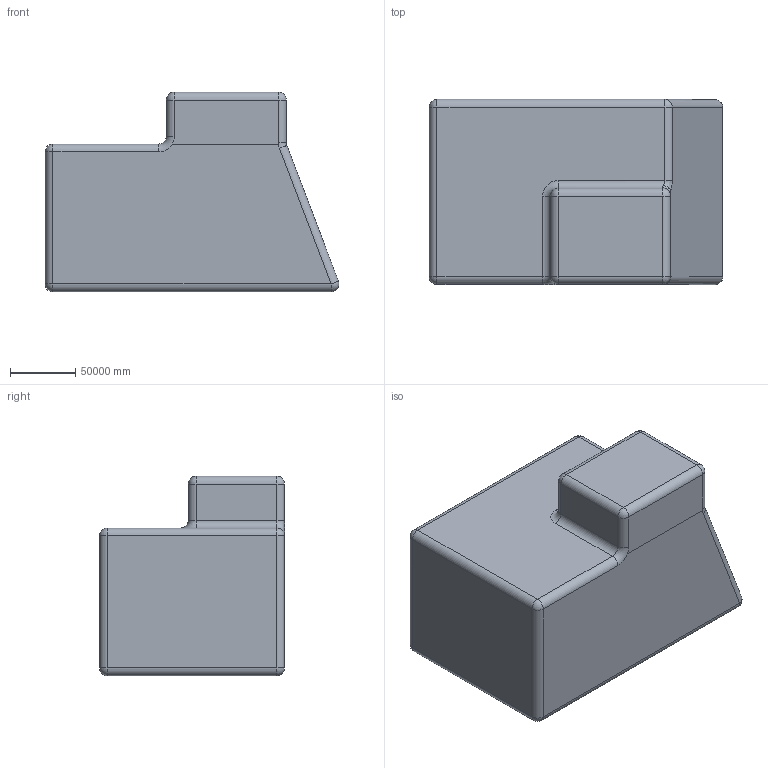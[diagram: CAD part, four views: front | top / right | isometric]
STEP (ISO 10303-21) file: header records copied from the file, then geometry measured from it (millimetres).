
FILE_DESCRIPTION(/* description */ (''),/* implementation_level */ '2;1');
FILE_NAME(/* name */ 'bug.stp',/* time_stamp */ '2020-10-18T09:34:19+03:00',/* author */ (''),/* organization */ (''),/* preprocessor_version */ 'ST-DEVELOPER v16.7',/* originating_system */ 'SIEMENS PLM Software NX 1942',/* authorisation */ '');
FILE_SCHEMA (('AUTOMOTIVE_DESIGN { 1 0 10303 214 3 1 1 1 }'));
Length unit declared in the file: millimetre
Products named in the file (1): msi24A86619dtur
Bounding box: 224411.99 x 141319.24 x 152539.68 mm (x, y, z)
Volume: 3530703952204095.5 mm3; surface area: 144260449527.1 mm2
Topology: 1 solids, 1 shells, 51 faces, 115 edges, 55 vertices
Faces by surface type: cylinder 23, plane 11, sphere 11, torus 4, bspline 2
Entity records: 1485 total; most frequent: CARTESIAN_POINT 367, DIRECTION 257, ORIENTED_EDGE 208, AXIS2_PLACEMENT_3D 105, EDGE_CURVE 104, VERTEX_POINT 55, CIRCLE 53, ADVANCED_FACE 51
